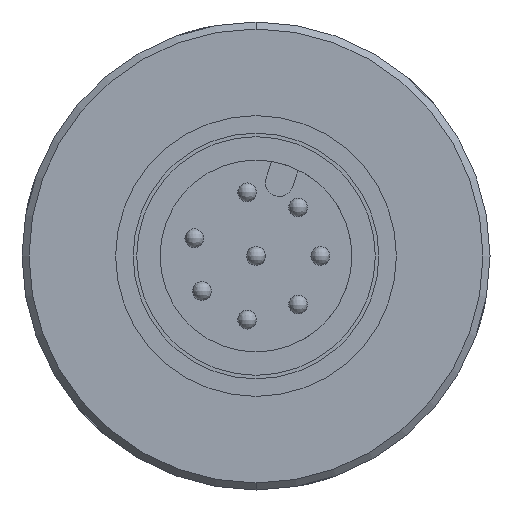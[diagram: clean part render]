
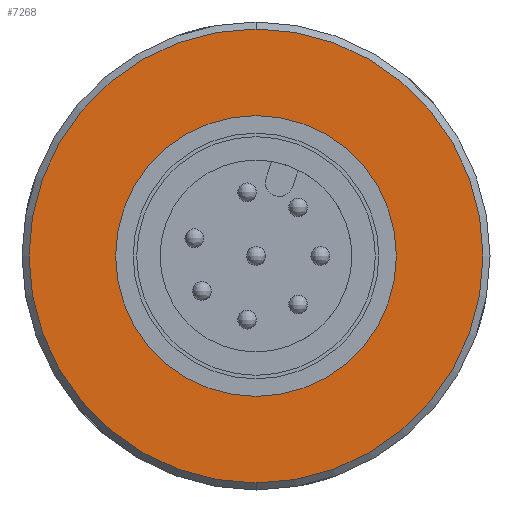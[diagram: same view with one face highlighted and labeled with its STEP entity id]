
A CAD part, front view. The second image highlights one B-rep face of the part: STEP entity #7268.
In plain terms, the highlighted planar face has unit normal (0, -1, 0).
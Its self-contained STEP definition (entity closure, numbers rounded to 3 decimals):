
#891 = EDGE_LOOP ( 'NONE', ( #1870, #8691 ) ) ;
#1115 = DIRECTION ( 'NONE',  ( 0., 0., -1. ) ) ;
#1279 = DIRECTION ( 'NONE',  ( 0., 1., 0. ) ) ;
#1596 = EDGE_CURVE ( 'NONE', #7172, #4058, #6358, .T. ) ;
#1614 = VERTEX_POINT ( 'NONE', #9429 ) ;
#1788 = CARTESIAN_POINT ( 'NONE',  ( 0., -28.05, 0. ) ) ;
#1870 = ORIENTED_EDGE ( 'NONE', *, *, #1596, .T. ) ;
#1941 = AXIS2_PLACEMENT_3D ( 'NONE', #9465, #1279, #4960 ) ;
#2241 = EDGE_LOOP ( 'NONE', ( #9609, #2412 ) ) ;
#2412 = ORIENTED_EDGE ( 'NONE', *, *, #9029, .F. ) ;
#2413 = CARTESIAN_POINT ( 'NONE',  ( 0., -28.05, -9.7 ) ) ;
#2923 = AXIS2_PLACEMENT_3D ( 'NONE', #8426, #7668, #6863 ) ;
#3269 = CIRCLE ( 'NONE', #7281, 9.7 ) ;
#3382 = DIRECTION ( 'NONE',  ( 0., -1., 0. ) ) ;
#3602 = EDGE_CURVE ( 'NONE', #4058, #7172, #5215, .T. ) ;
#4058 = VERTEX_POINT ( 'NONE', #9004 ) ;
#4080 = CARTESIAN_POINT ( 'NONE',  ( 0., -28.05, 7.75 ) ) ;
#4278 = DIRECTION ( 'NONE',  ( 0., 1., 0. ) ) ;
#4960 = DIRECTION ( 'NONE',  ( 0., 0., 1. ) ) ;
#5215 = CIRCLE ( 'NONE', #2923, 5.5 ) ;
#5335 = VERTEX_POINT ( 'NONE', #2413 ) ;
#5592 = CARTESIAN_POINT ( 'NONE',  ( 0., -28.05, 5.5 ) ) ;
#6006 = FACE_OUTER_BOUND ( 'NONE', #2241, .T. ) ;
#6358 = CIRCLE ( 'NONE', #7280, 5.5 ) ;
#6859 = FACE_BOUND ( 'NONE', #891, .T. ) ;
#6863 = DIRECTION ( 'NONE',  ( 0., 0., 1. ) ) ;
#7044 = DIRECTION ( 'NONE',  ( 0., 1., 0. ) ) ;
#7109 = PLANE ( 'NONE',  #8768 ) ;
#7172 = VERTEX_POINT ( 'NONE', #5592 ) ;
#7268 = ADVANCED_FACE ( 'NONE', ( #6859, #6006 ), #7109, .T. ) ;
#7280 = AXIS2_PLACEMENT_3D ( 'NONE', #1788, #7044, #7792 ) ;
#7281 = AXIS2_PLACEMENT_3D ( 'NONE', #9684, #4278, #7433 ) ;
#7433 = DIRECTION ( 'NONE',  ( 0., 0., 1. ) ) ;
#7668 = DIRECTION ( 'NONE',  ( 0., 1., 0. ) ) ;
#7792 = DIRECTION ( 'NONE',  ( 0., 0., 1. ) ) ;
#7899 = EDGE_CURVE ( 'NONE', #1614, #5335, #9642, .T. ) ;
#8426 = CARTESIAN_POINT ( 'NONE',  ( 0., -28.05, 0. ) ) ;
#8691 = ORIENTED_EDGE ( 'NONE', *, *, #3602, .T. ) ;
#8768 = AXIS2_PLACEMENT_3D ( 'NONE', #4080, #3382, #1115 ) ;
#9004 = CARTESIAN_POINT ( 'NONE',  ( 0., -28.05, -5.5 ) ) ;
#9029 = EDGE_CURVE ( 'NONE', #5335, #1614, #3269, .T. ) ;
#9429 = CARTESIAN_POINT ( 'NONE',  ( 0., -28.05, 9.7 ) ) ;
#9465 = CARTESIAN_POINT ( 'NONE',  ( 0., -28.05, 0. ) ) ;
#9609 = ORIENTED_EDGE ( 'NONE', *, *, #7899, .F. ) ;
#9642 = CIRCLE ( 'NONE', #1941, 9.7 ) ;
#9684 = CARTESIAN_POINT ( 'NONE',  ( 0., -28.05, 0. ) ) ;
